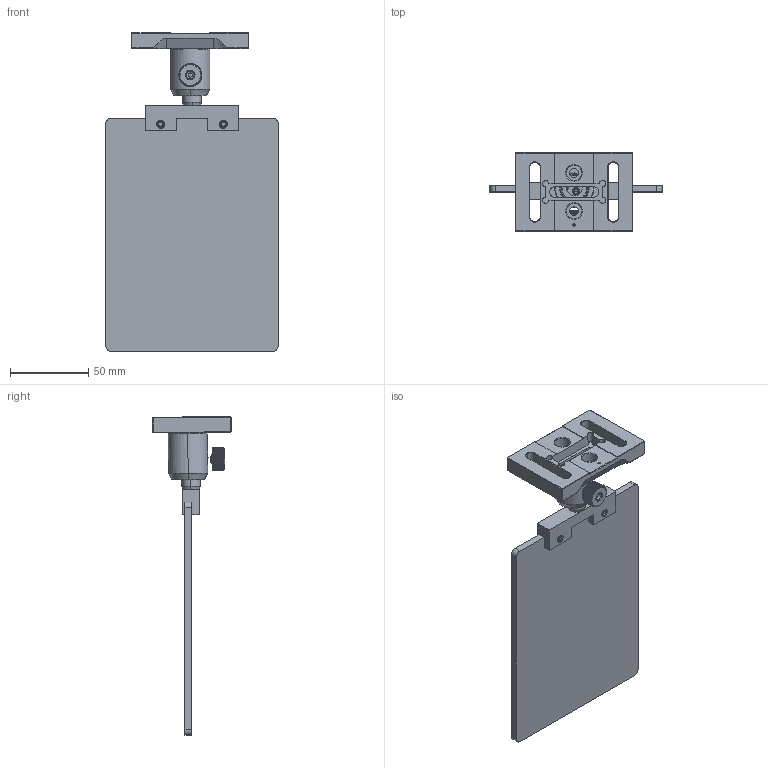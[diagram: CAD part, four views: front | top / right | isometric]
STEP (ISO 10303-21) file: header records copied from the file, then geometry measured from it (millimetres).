
FILE_DESCRIPTION (( 'STEP AP214' ), '1' );
FILE_NAME ('pis-a珨杶_asm.stp', '2022-06-10T09:57:03', ( '' ), ( '' ), 'SwSTEP 2.0', 'SolidWorks 2021', '' );
FILE_SCHEMA (( 'AUTOMOTIVE_DESIGN' ));
Length unit declared in the file: millimetre
Products named in the file (1): pis-a珨杶_asm
Bounding box: 110 x 50.08 x 203.59 mm (x, y, z)
Surface area: 55399.6 mm2 (no closed solid volume)
Topology: 0 solids, 313 shells, 1576 faces, 6286 edges, 4962 vertices
Faces by surface type: bspline 1000, cylinder 344, plane 162, cone 68, torus 2
Entity records: 102820 total; most frequent: CARTESIAN_POINT 47300, ORIENTED_EDGE 8117, EDGE_CURVE 6286, VERTEX_POINT 4962, B_SPLINE_CURVE_WITH_KNOTS 4445, DIRECTION 3338, EDGE_LOOP 1644, UNCERTAINTY_MEASURE_WITH_UNIT 1578
